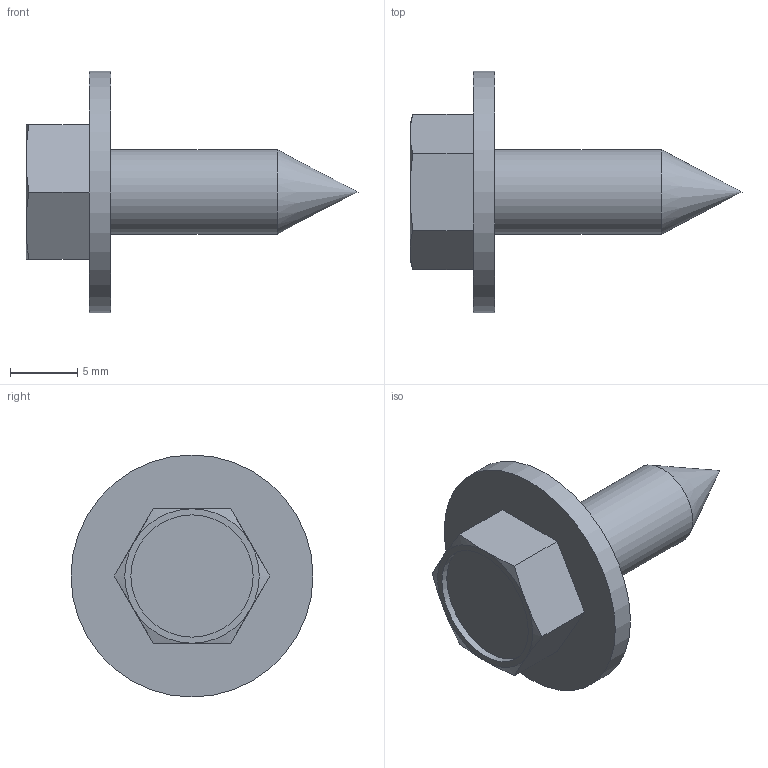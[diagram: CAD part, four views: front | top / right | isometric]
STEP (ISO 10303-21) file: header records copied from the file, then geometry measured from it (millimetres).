
FILE_DESCRIPTION(/* description */ ('KriTec Kombi-Blechschraube,Stahl verzinkt, Sechskantkopf 6,3x20 DIN7976'),/* implementation_level */ '2;1');
FILE_NAME(/* name */ '17650_KriTec_Kombi_Blechschraube_Stahl_verzinkt_Sechskantkopf_6,3x20_DIN7976.stp',/* time_stamp */ '2018-06-25T15:20:26+02:00',/* author */ ('kostic'),/* organization */ (''),/* preprocessor_version */ 'ST-DEVELOPER v16.1',/* originating_system */ 'Autodesk Inventor 2016',/* authorisation */ '');
FILE_SCHEMA (('AUTOMOTIVE_DESIGN { 1 0 10303 214 3 1 1 }'));
Length unit declared in the file: millimetre
Products named in the file (1): 17650_KriTec_Kombi_Blechschraube_Stahl_verzinkt_Sechskantkopf_6,3x20_
DIN7976
Bounding box: 24.7 x 18 x 18 mm (x, y, z)
Volume: 1225.7 mm3; surface area: 1117.3 mm2
Topology: 1 solids, 1 shells, 22 faces, 46 edges, 28 vertices
Faces by surface type: plane 10, cone 7, cylinder 4, torus 1
Full cylindrical faces by diameter (mm): 6.3 x1, 6.5 x1, 9.091 x1, 18 x1
Entity records: 552 total; most frequent: CARTESIAN_POINT 111, DIRECTION 86, ORIENTED_EDGE 76, EDGE_CURVE 38, AXIS2_PLACEMENT_3D 37, EDGE_LOOP 30, VERTEX_POINT 26, FACE_OUTER_BOUND 22
